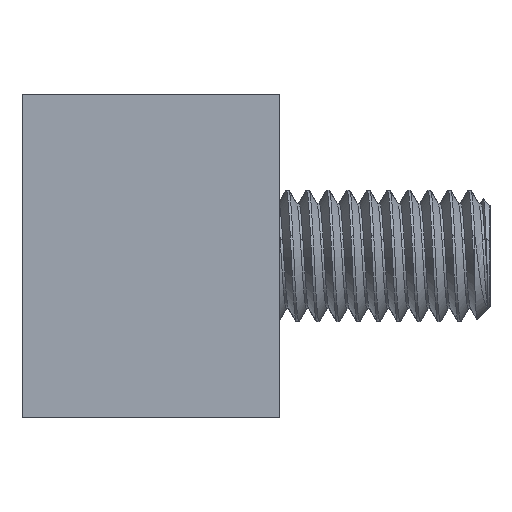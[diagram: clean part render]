
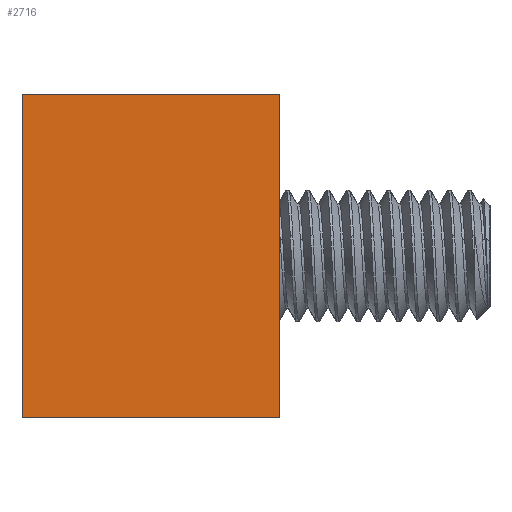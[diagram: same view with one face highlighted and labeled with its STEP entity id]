
A CAD part, left-side view. The second image highlights one B-rep face of the part: STEP entity #2716.
In plain terms, the highlighted planar face has unit normal (-1, 0, 0).
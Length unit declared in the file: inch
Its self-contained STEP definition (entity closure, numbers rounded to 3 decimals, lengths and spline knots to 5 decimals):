
#98 = CARTESIAN_POINT ( 'NONE',  ( 0., 0., 0. ) ) ;
#165 = EDGE_CURVE ( 'NONE', #4778, #4820, #3180, .T. ) ;
#231 = CARTESIAN_POINT ( 'NONE',  ( 0., 0.97992, 0. ) ) ;
#247 = DIRECTION ( 'NONE',  ( 0., 0., -1. ) ) ;
#300 = CARTESIAN_POINT ( 'NONE',  ( 0., 0., 0. ) ) ;
#336 = LINE ( 'NONE', #231, #1344 ) ;
#492 = CARTESIAN_POINT ( 'NONE',  ( 0., 0., 0. ) ) ;
#711 = AXIS2_PLACEMENT_3D ( 'NONE', #300, #4601, #2004 ) ;
#912 = VECTOR ( 'NONE', #5352, 39.37008 ) ;
#939 = DIRECTION ( 'NONE',  ( 0., 0., -1. ) ) ;
#986 = EDGE_CURVE ( 'NONE', #5340, #1540, #2917, .T. ) ;
#1053 = DIRECTION ( 'NONE',  ( 0., 1., 0. ) ) ;
#1085 = FACE_OUTER_BOUND ( 'NONE', #2721, .T. ) ;
#1344 = VECTOR ( 'NONE', #247, 39.37008 ) ;
#1366 = VECTOR ( 'NONE', #939, 39.37008 ) ;
#1524 = ORIENTED_EDGE ( 'NONE', *, *, #5390, .F. ) ;
#1540 = VERTEX_POINT ( 'NONE', #3380 ) ;
#1789 = CARTESIAN_POINT ( 'NONE',  ( 0., 0.97992, 0. ) ) ;
#2004 = DIRECTION ( 'NONE',  ( 0., 0., 1. ) ) ;
#2015 = VECTOR ( 'NONE', #1053, 39.37008 ) ;
#2454 = ORIENTED_EDGE ( 'NONE', *, *, #986, .F. ) ;
#2474 = LINE ( 'NONE', #492, #1366 ) ;
#2562 = CARTESIAN_POINT ( 'NONE',  ( 0., 0., -1.22992 ) ) ;
#2640 = EDGE_CURVE ( 'NONE', #4820, #1540, #336, .T. ) ;
#2716 = ADVANCED_FACE ( 'NONE', ( #1085 ), #4178, .T. ) ;
#2721 = EDGE_LOOP ( 'NONE', ( #4225, #3981, #2454, #1524 ) ) ;
#2917 = LINE ( 'NONE', #5334, #912 ) ;
#3180 = LINE ( 'NONE', #5354, #2015 ) ;
#3380 = CARTESIAN_POINT ( 'NONE',  ( 0., 0.97992, -1.22992 ) ) ;
#3981 = ORIENTED_EDGE ( 'NONE', *, *, #2640, .T. ) ;
#4178 = PLANE ( 'NONE',  #711 ) ;
#4225 = ORIENTED_EDGE ( 'NONE', *, *, #165, .T. ) ;
#4601 = DIRECTION ( 'NONE',  ( -1., 0., 0. ) ) ;
#4778 = VERTEX_POINT ( 'NONE', #98 ) ;
#4820 = VERTEX_POINT ( 'NONE', #1789 ) ;
#5334 = CARTESIAN_POINT ( 'NONE',  ( 0., 0., -1.22992 ) ) ;
#5340 = VERTEX_POINT ( 'NONE', #2562 ) ;
#5352 = DIRECTION ( 'NONE',  ( 0., 1., 0. ) ) ;
#5354 = CARTESIAN_POINT ( 'NONE',  ( 0., 0., 0. ) ) ;
#5390 = EDGE_CURVE ( 'NONE', #4778, #5340, #2474, .T. ) ;
